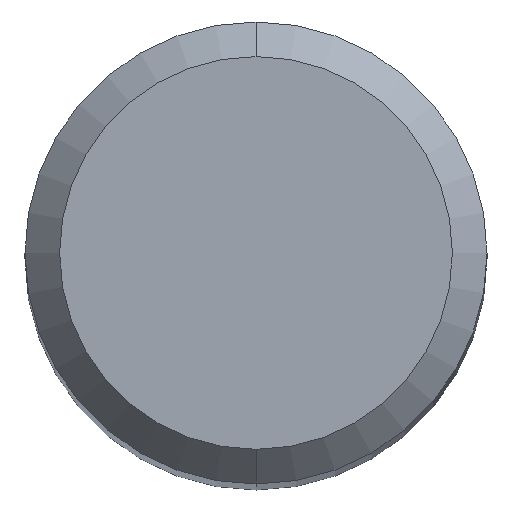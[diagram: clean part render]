
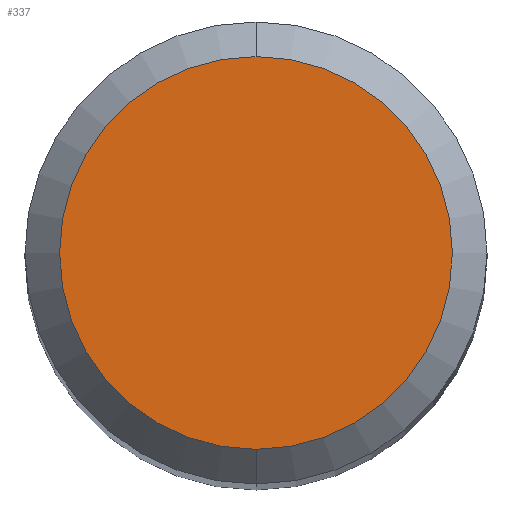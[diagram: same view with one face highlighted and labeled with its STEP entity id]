
A CAD part, top view. The second image highlights one B-rep face of the part: STEP entity #337.
In plain terms, the highlighted planar face has unit normal (0, 0, 1).
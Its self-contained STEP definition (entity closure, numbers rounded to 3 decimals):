
#195=VERTEX_POINT('',#504);
#197=EDGE_CURVE('',#195,#227,#506,.T.);
#227=VERTEX_POINT('',#541);
#273=EDGE_CURVE('',#227,#195,#591,.T.);
#337=ADVANCED_FACE('',(#660),#661,.T.);
#504=CARTESIAN_POINT('',(0.0,1.7,0.0));
#506=CIRCLE('',#843,1.7);
#541=CARTESIAN_POINT('',(0.,-1.7,0.0));
#591=CIRCLE('',#983,1.7);
#660=FACE_OUTER_BOUND('',#1177,.T.);
#661=PLANE('',#1178);
#843=AXIS2_PLACEMENT_3D('',#1470,#1471,#1472);
#983=AXIS2_PLACEMENT_3D('',#1576,#1577,#1578);
#1177=EDGE_LOOP('',(#1654,#1655));
#1178=AXIS2_PLACEMENT_3D('',#1656,#1657,#1658);
#1470=CARTESIAN_POINT('',(0.0,0.0,0.0));
#1471=DIRECTION('',(0.0,0.0,-1.0));
#1472=DIRECTION('',(0.0,1.0,0.0));
#1576=CARTESIAN_POINT('',(0.0,0.0,0.0));
#1577=DIRECTION('',(0.0,0.0,-1.0));
#1578=DIRECTION('',(0.0,1.0,0.0));
#1654=ORIENTED_EDGE('',*,*,#197,.F.);
#1655=ORIENTED_EDGE('',*,*,#273,.F.);
#1656=CARTESIAN_POINT('',(0.0,0.85,0.0));
#1657=DIRECTION('',(-0.0,0.0,1.0));
#1658=DIRECTION('',(0.0,-1.0,0.0));
